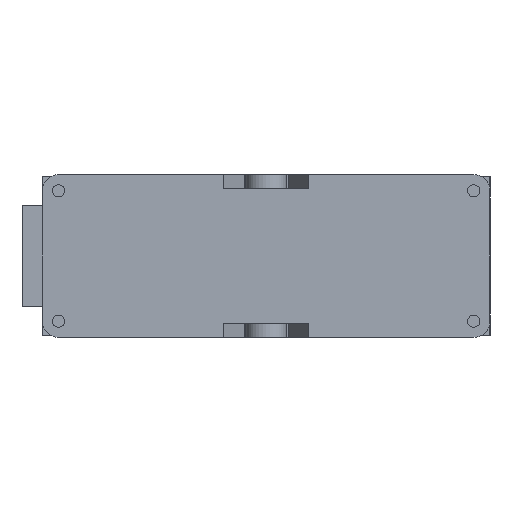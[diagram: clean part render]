
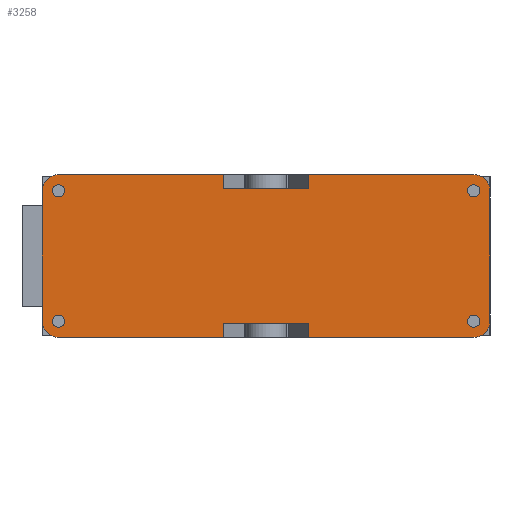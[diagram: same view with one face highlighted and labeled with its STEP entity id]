
A CAD part, front view. The second image highlights one B-rep face of the part: STEP entity #3258.
In plain terms, the highlighted planar face has unit normal (0, -1, 0).
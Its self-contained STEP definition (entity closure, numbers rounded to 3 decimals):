
#1130=CARTESIAN_POINT('',(99.,0.,32.));
#1131=VERTEX_POINT('',#1130);
#1132=CARTESIAN_POINT('',(102.0,0.0,32.));
#1133=DIRECTION('',(0.0,1.0,0.0));
#1134=DIRECTION('',(1.0,0.0,0.0));
#1135=AXIS2_PLACEMENT_3D('',#1132,#1133,#1134);
#1136=CIRCLE('',#1135,3.);
#1137=EDGE_CURVE('',#1131,#1131,#1136,.T.);
#1240=CARTESIAN_POINT('',(-105.0,0.,-32.0));
#1241=VERTEX_POINT('',#1240);
#1242=CARTESIAN_POINT('',(-102.0,0.,-32.0));
#1243=DIRECTION('',(0.0,1.0,0.0));
#1244=DIRECTION('',(1.0,0.0,0.0));
#1245=AXIS2_PLACEMENT_3D('',#1242,#1243,#1244);
#1246=CIRCLE('',#1245,3.);
#1247=EDGE_CURVE('',#1241,#1241,#1246,.T.);
#1350=CARTESIAN_POINT('',(-105.0,0.,32.));
#1351=VERTEX_POINT('',#1350);
#1352=CARTESIAN_POINT('',(-102.0,0.,32.));
#1353=DIRECTION('',(0.0,1.0,0.0));
#1354=DIRECTION('',(1.0,0.0,0.0));
#1355=AXIS2_PLACEMENT_3D('',#1352,#1353,#1354);
#1356=CIRCLE('',#1355,3.);
#1357=EDGE_CURVE('',#1351,#1351,#1356,.T.);
#1460=CARTESIAN_POINT('',(99.,0.,-32.0));
#1461=VERTEX_POINT('',#1460);
#1462=CARTESIAN_POINT('',(102.0,0.0,-32.0));
#1463=DIRECTION('',(0.0,1.0,0.0));
#1464=DIRECTION('',(1.0,0.0,0.0));
#1465=AXIS2_PLACEMENT_3D('',#1462,#1463,#1464);
#1466=CIRCLE('',#1465,3.);
#1467=EDGE_CURVE('',#1461,#1461,#1466,.T.);
#1480=CARTESIAN_POINT('',(102.0,0.,40.0));
#1481=VERTEX_POINT('',#1480);
#1482=CARTESIAN_POINT('',(110.0,0.,32.0));
#1483=VERTEX_POINT('',#1482);
#1484=CARTESIAN_POINT('',(102.0,0.0,32.0));
#1485=DIRECTION('',(0.0,1.0,0.0));
#1486=DIRECTION('',(0.707,0.0,0.707));
#1487=AXIS2_PLACEMENT_3D('',#1484,#1485,#1486);
#1488=CIRCLE('',#1487,8.);
#1489=EDGE_CURVE('',#1481,#1483,#1488,.T.);
#1615=CARTESIAN_POINT('',(-102.,0.,40.0));
#1616=VERTEX_POINT('',#1615);
#1623=CARTESIAN_POINT('',(-21.,0.0,40.0));
#1624=VERTEX_POINT('',#1623);
#1625=CARTESIAN_POINT('',(-21.,0.0,40.0));
#1626=DIRECTION('',(-1.0,0.0,0.0));
#1627=VECTOR('',#1626,81.0);
#1628=LINE('',#1625,#1627);
#1629=EDGE_CURVE('',#1624,#1616,#1628,.T.);
#1682=CARTESIAN_POINT('',(21.,0.0,40.0));
#1683=VERTEX_POINT('',#1682);
#1690=CARTESIAN_POINT('',(102.0,0.,40.0));
#1691=DIRECTION('',(-1.0,0.0,0.0));
#1692=VECTOR('',#1691,81.);
#1693=LINE('',#1690,#1692);
#1694=EDGE_CURVE('',#1481,#1683,#1693,.T.);
#1857=CARTESIAN_POINT('',(-102.,0.,-40.0));
#1858=VERTEX_POINT('',#1857);
#1859=CARTESIAN_POINT('',(-110.0,0.0,-32.0));
#1860=VERTEX_POINT('',#1859);
#1861=CARTESIAN_POINT('',(-102.,0.,-32.0));
#1862=DIRECTION('',(0.,1.,0.));
#1863=DIRECTION('',(-0.707,0.,-0.707));
#1864=AXIS2_PLACEMENT_3D('',#1861,#1862,#1863);
#1865=CIRCLE('',#1864,8.);
#1866=EDGE_CURVE('',#1858,#1860,#1865,.T.);
#1890=CARTESIAN_POINT('',(-110.0,0.0,32.0));
#1891=VERTEX_POINT('',#1890);
#1892=CARTESIAN_POINT('',(-110.0,0.0,32.0));
#1893=DIRECTION('',(0.0,0.0,-1.0));
#1894=VECTOR('',#1893,64.0);
#1895=LINE('',#1892,#1894);
#1896=EDGE_CURVE('',#1891,#1860,#1895,.T.);
#1923=CARTESIAN_POINT('',(-102.,0.,32.0));
#1924=DIRECTION('',(0.,1.,0.));
#1925=DIRECTION('',(-0.707,0.,0.707));
#1926=AXIS2_PLACEMENT_3D('',#1923,#1924,#1925);
#1927=CIRCLE('',#1926,8.);
#1928=EDGE_CURVE('',#1891,#1616,#1927,.T.);
#1940=CARTESIAN_POINT('',(110.0,0.,-32.0));
#1941=VERTEX_POINT('',#1940);
#1948=CARTESIAN_POINT('',(102.0,0.,-40.0));
#1949=VERTEX_POINT('',#1948);
#1950=CARTESIAN_POINT('',(102.0,0.0,-32.0));
#1951=DIRECTION('',(0.0,1.0,0.0));
#1952=DIRECTION('',(0.707,0.0,-0.707));
#1953=AXIS2_PLACEMENT_3D('',#1950,#1951,#1952);
#1954=CIRCLE('',#1953,8.);
#1955=EDGE_CURVE('',#1941,#1949,#1954,.T.);
#2049=CARTESIAN_POINT('',(21.,0.0,-40.0));
#2050=VERTEX_POINT('',#2049);
#2051=CARTESIAN_POINT('',(21.,0.0,-40.0));
#2052=DIRECTION('',(1.0,0.0,0.0));
#2053=VECTOR('',#2052,81.);
#2054=LINE('',#2051,#2053);
#2055=EDGE_CURVE('',#2050,#1949,#2054,.T.);
#2108=CARTESIAN_POINT('',(-21.,0.0,-40.0));
#2109=VERTEX_POINT('',#2108);
#2116=CARTESIAN_POINT('',(-102.,0.,-40.0));
#2117=DIRECTION('',(1.0,0.0,0.0));
#2118=VECTOR('',#2117,81.0);
#2119=LINE('',#2116,#2118);
#2120=EDGE_CURVE('',#1858,#2109,#2119,.T.);
#2395=CARTESIAN_POINT('',(21.,0.0,33.0));
#2396=VERTEX_POINT('',#2395);
#2403=CARTESIAN_POINT('',(21.,0.0,40.0));
#2404=DIRECTION('',(0.0,0.0,-1.0));
#2405=VECTOR('',#2404,7.0);
#2406=LINE('',#2403,#2405);
#2407=EDGE_CURVE('',#1683,#2396,#2406,.T.);
#2419=CARTESIAN_POINT('',(-21.,0.0,33.0));
#2420=VERTEX_POINT('',#2419);
#2429=CARTESIAN_POINT('',(-21.,0.0,33.0));
#2430=DIRECTION('',(0.0,0.0,1.0));
#2431=VECTOR('',#2430,7.0);
#2432=LINE('',#2429,#2431);
#2433=EDGE_CURVE('',#2420,#1624,#2432,.T.);
#2445=CARTESIAN_POINT('',(21.,0.0,33.0));
#2446=DIRECTION('',(-1.0,0.0,0.0));
#2447=VECTOR('',#2446,42.);
#2448=LINE('',#2445,#2447);
#2449=EDGE_CURVE('',#2396,#2420,#2448,.T.);
#2634=CARTESIAN_POINT('',(21.,0.0,-33.0));
#2635=VERTEX_POINT('',#2634);
#2644=CARTESIAN_POINT('',(21.,0.0,-33.0));
#2645=DIRECTION('',(0.0,0.0,-1.0));
#2646=VECTOR('',#2645,7.0);
#2647=LINE('',#2644,#2646);
#2648=EDGE_CURVE('',#2635,#2050,#2647,.T.);
#2658=CARTESIAN_POINT('',(-21.,0.0,-33.0));
#2659=VERTEX_POINT('',#2658);
#2666=CARTESIAN_POINT('',(-21.,0.0,-40.0));
#2667=DIRECTION('',(0.0,0.0,1.0));
#2668=VECTOR('',#2667,7.0);
#2669=LINE('',#2666,#2668);
#2670=EDGE_CURVE('',#2109,#2659,#2669,.T.);
#2688=CARTESIAN_POINT('',(-21.,0.0,-33.0));
#2689=DIRECTION('',(1.0,0.0,0.0));
#2690=VECTOR('',#2689,42.);
#2691=LINE('',#2688,#2690);
#2692=EDGE_CURVE('',#2659,#2635,#2691,.T.);
#3212=CARTESIAN_POINT('',(110.0,0.,-32.0));
#3213=DIRECTION('',(0.0,0.0,1.0));
#3214=VECTOR('',#3213,64.0);
#3215=LINE('',#3212,#3214);
#3216=EDGE_CURVE('',#1941,#1483,#3215,.T.);
#3223=CARTESIAN_POINT('',(110.0,0.,0.0));
#3224=DIRECTION('',(0.0,-1.0,0.0));
#3225=DIRECTION('',(0.0,0.0,-1.0));
#3226=AXIS2_PLACEMENT_3D('',#3223,#3224,#3225);
#3227=PLANE('',#3226);
#3228=ORIENTED_EDGE('',*,*,#1489,.F.);
#3229=ORIENTED_EDGE('',*,*,#1694,.T.);
#3230=ORIENTED_EDGE('',*,*,#2407,.T.);
#3231=ORIENTED_EDGE('',*,*,#2449,.T.);
#3232=ORIENTED_EDGE('',*,*,#2433,.T.);
#3233=ORIENTED_EDGE('',*,*,#1629,.T.);
#3234=ORIENTED_EDGE('',*,*,#1928,.F.);
#3235=ORIENTED_EDGE('',*,*,#1896,.T.);
#3236=ORIENTED_EDGE('',*,*,#1866,.F.);
#3237=ORIENTED_EDGE('',*,*,#2120,.T.);
#3238=ORIENTED_EDGE('',*,*,#2670,.T.);
#3239=ORIENTED_EDGE('',*,*,#2692,.T.);
#3240=ORIENTED_EDGE('',*,*,#2648,.T.);
#3241=ORIENTED_EDGE('',*,*,#2055,.T.);
#3242=ORIENTED_EDGE('',*,*,#1955,.F.);
#3243=ORIENTED_EDGE('',*,*,#3216,.T.);
#3244=EDGE_LOOP('',(#3228,#3229,#3230,#3231,#3232,#3233,#3234,#3235,#3236,#3237,#3238,#3239,#3240,#3241,#3242,#3243));
#3245=FACE_OUTER_BOUND('',#3244,.T.);
#3246=ORIENTED_EDGE('',*,*,#1137,.T.);
#3247=EDGE_LOOP('',(#3246));
#3248=FACE_BOUND('',#3247,.T.);
#3249=ORIENTED_EDGE('',*,*,#1247,.T.);
#3250=EDGE_LOOP('',(#3249));
#3251=FACE_BOUND('',#3250,.T.);
#3252=ORIENTED_EDGE('',*,*,#1357,.T.);
#3253=EDGE_LOOP('',(#3252));
#3254=FACE_BOUND('',#3253,.T.);
#3255=ORIENTED_EDGE('',*,*,#1467,.T.);
#3256=EDGE_LOOP('',(#3255));
#3257=FACE_BOUND('',#3256,.T.);
#3258=ADVANCED_FACE('',(#3245,#3248,#3251,#3254,#3257),#3227,.T.);
